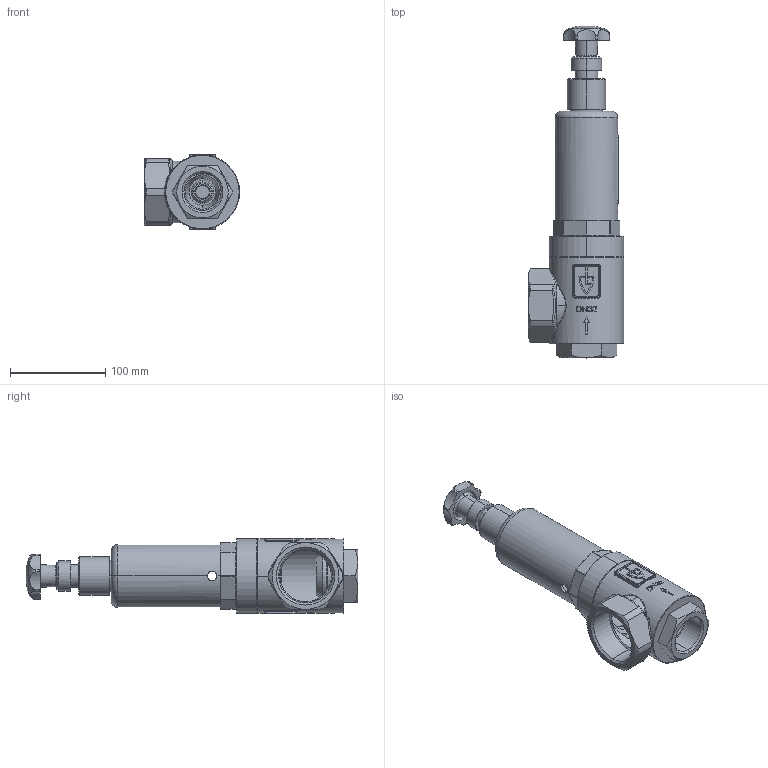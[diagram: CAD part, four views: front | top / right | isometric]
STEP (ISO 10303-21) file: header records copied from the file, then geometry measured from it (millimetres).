
FILE_DESCRIPTION (( 'STEP AP214' ), '1' );
FILE_NAME ('453-32 Dummy.STEP', '2012-08-08T07:23:54', ( 'Blankenhorn' ), ( '' ), 'SwSTEP 2.0', 'SolidWorks 2011', '' );
FILE_SCHEMA (( 'AUTOMOTIVE_DESIGN' ));
Length unit declared in the file: millimetre
Products named in the file (1): 453-32 Dummy
Bounding box: 100 x 348.44 x 79 mm (x, y, z)
Volume: 419323.6 mm3; surface area: 185438.7 mm2
Topology: 8 solids, 8 shells, 653 faces, 1596 edges, 992 vertices
Faces by surface type: plane 217, cylinder 167, bspline 129, cone 84, torus 52, sphere 4
Entity records: 32376 total; most frequent: CARTESIAN_POINT 10489, ORIENTED_EDGE 3184, DIRECTION 2871, EDGE_CURVE 1592, AXIS2_PLACEMENT_3D 1118, VERTEX_POINT 992, EDGE_LOOP 710, UNCERTAINTY_MEASURE_WITH_UNIT 663
